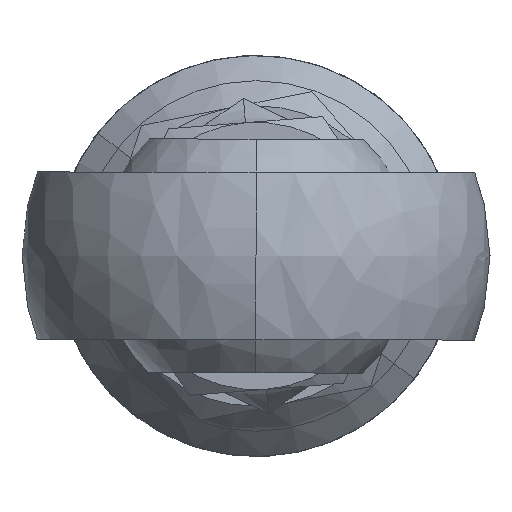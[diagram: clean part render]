
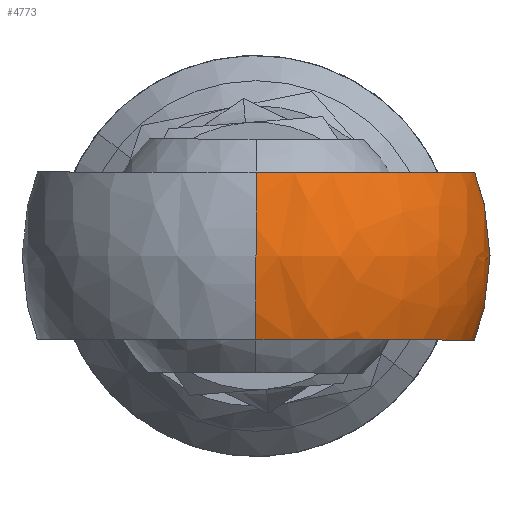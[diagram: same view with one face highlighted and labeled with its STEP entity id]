
A CAD part, front view. The second image highlights one B-rep face of the part: STEP entity #4773.
In plain terms, the highlighted spherical face has radius 11.113 mm.
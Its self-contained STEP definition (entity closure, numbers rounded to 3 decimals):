
#11 = FACE_OUTER_BOUND ( 'NONE', #2407, .T. ) ;
#107 = DIRECTION ( 'NONE',  ( 0., 0., 1. ) ) ;
#115 = DIRECTION ( 'NONE',  ( 0., -1., 0. ) ) ;
#171 = AXIS2_PLACEMENT_3D ( 'NONE', #1853, #1874, #1906 ) ;
#256 = CIRCLE ( 'NONE', #171, 3.969 ) ;
#346 = CARTESIAN_POINT ( 'NONE',  ( 0., 0., 0. ) ) ;
#352 = DIRECTION ( 'NONE',  ( 1., 0., 0. ) ) ;
#358 = DIRECTION ( 'NONE',  ( 0., 0., -1. ) ) ;
#518 = ORIENTED_EDGE ( 'NONE', *, *, #2948, .T. ) ;
#1081 = CIRCLE ( 'NONE', #3523, 10.38 ) ;
#1317 = CIRCLE ( 'NONE', #3376, 10.38 ) ;
#1323 = EDGE_CURVE ( 'NONE', #3228, #2887, #256, .T. ) ;
#1596 = CARTESIAN_POINT ( 'NONE',  ( 0., 10.38, -3.969 ) ) ;
#1698 = CARTESIAN_POINT ( 'NONE',  ( 0., 0., -3.969 ) ) ;
#1853 = CARTESIAN_POINT ( 'NONE',  ( 0., -10.38, 0. ) ) ;
#1874 = DIRECTION ( 'NONE',  ( 0., -1., 0. ) ) ;
#1906 = DIRECTION ( 'NONE',  ( 0., 0., 1. ) ) ;
#1939 = CARTESIAN_POINT ( 'NONE',  ( 0., -10.38, -3.969 ) ) ;
#1989 = ORIENTED_EDGE ( 'NONE', *, *, #1323, .F. ) ;
#1990 = CARTESIAN_POINT ( 'NONE',  ( 0., 0., 3.969 ) ) ;
#2009 = DIRECTION ( 'NONE',  ( 0., 0., 1. ) ) ;
#2015 = DIRECTION ( 'NONE',  ( 0., -1., 0. ) ) ;
#2035 = AXIS2_PLACEMENT_3D ( 'NONE', #346, #352, #358 ) ;
#2218 = DIRECTION ( 'NONE',  ( -1., 0., 0. ) ) ;
#2242 = VERTEX_POINT ( 'NONE', #2762 ) ;
#2407 = EDGE_LOOP ( 'NONE', ( #518, #3778, #2466, #1989 ) ) ;
#2466 = ORIENTED_EDGE ( 'NONE', *, *, #3293, .F. ) ;
#2508 = CIRCLE ( 'NONE', #2035, 11.113 ) ;
#2762 = CARTESIAN_POINT ( 'NONE',  ( 0., 10.38, 3.969 ) ) ;
#2887 = VERTEX_POINT ( 'NONE', #4310 ) ;
#2948 = EDGE_CURVE ( 'NONE', #3228, #4397, #1317, .T. ) ;
#3012 = EDGE_CURVE ( 'NONE', #4397, #2242, #2508, .T. ) ;
#3228 = VERTEX_POINT ( 'NONE', #1939 ) ;
#3293 = EDGE_CURVE ( 'NONE', #2887, #2242, #1081, .T. ) ;
#3303 = DIRECTION ( 'NONE',  ( 0., 1., 0. ) ) ;
#3376 = AXIS2_PLACEMENT_3D ( 'NONE', #1698, #107, #115 ) ;
#3523 = AXIS2_PLACEMENT_3D ( 'NONE', #1990, #2009, #2015 ) ;
#3778 = ORIENTED_EDGE ( 'NONE', *, *, #3012, .T. ) ;
#3953 = CARTESIAN_POINT ( 'NONE',  ( 0., 0., 0. ) ) ;
#4310 = CARTESIAN_POINT ( 'NONE',  ( 0., -10.38, 3.969 ) ) ;
#4397 = VERTEX_POINT ( 'NONE', #1596 ) ;
#4498 = AXIS2_PLACEMENT_3D ( 'NONE', #3953, #2218, #3303 ) ;
#4694 = SPHERICAL_SURFACE ( 'NONE', #4498, 11.113 ) ;
#4773 = ADVANCED_FACE ( 'Revolve2', ( #11 ), #4694, .T. ) ;
